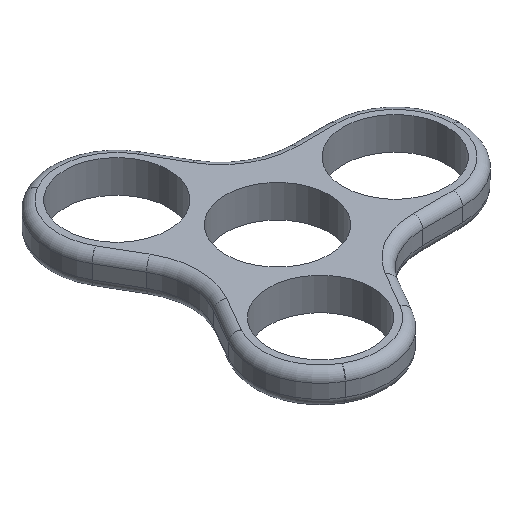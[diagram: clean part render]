
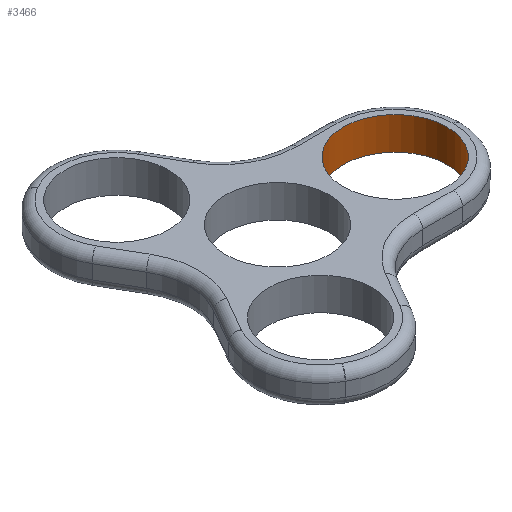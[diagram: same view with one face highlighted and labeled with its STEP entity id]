
A CAD part, isometric view. The second image highlights one B-rep face of the part: STEP entity #3466.
In plain terms, the highlighted cylindrical face has radius 11.15 mm (diameter 22.3 mm), a full revolution.
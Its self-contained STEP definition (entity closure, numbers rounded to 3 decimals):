
#267 = PLANE('',#268);
#268 = AXIS2_PLACEMENT_3D('',#269,#270,#271);
#269 = CARTESIAN_POINT('',(0.,0.,0.));
#270 = DIRECTION('',(0.,0.,1.));
#271 = DIRECTION('',(1.,0.,0.));
#346 = PLANE('',#347);
#347 = AXIS2_PLACEMENT_3D('',#348,#349,#350);
#348 = CARTESIAN_POINT('',(0.,0.,7.));
#349 = DIRECTION('',(0.,0.,1.));
#350 = DIRECTION('',(1.,0.,0.));
#1359 = EDGE_CURVE('',#1360,#1360,#1362,.T.);
#1360 = VERTEX_POINT('',#1361);
#1361 = CARTESIAN_POINT('',(36.45,0.,0.));
#1362 = SURFACE_CURVE('',#1363,(#1368,#1375),.PCURVE_S1.);
#1363 = CIRCLE('',#1364,11.15);
#1364 = AXIS2_PLACEMENT_3D('',#1365,#1366,#1367);
#1365 = CARTESIAN_POINT('',(25.3,0.,0.));
#1366 = DIRECTION('',(0.,0.,1.));
#1367 = DIRECTION('',(1.,0.,0.));
#1368 = PCURVE('',#267,#1369);
#1369 = DEFINITIONAL_REPRESENTATION('',(#1370),#1374);
#1370 = CIRCLE('',#1371,11.15);
#1371 = AXIS2_PLACEMENT_2D('',#1372,#1373);
#1372 = CARTESIAN_POINT('',(25.3,0.));
#1373 = DIRECTION('',(1.,0.));
#1374 = ( GEOMETRIC_REPRESENTATION_CONTEXT(2) 
PARAMETRIC_REPRESENTATION_CONTEXT() REPRESENTATION_CONTEXT('2D SPACE',''
  ) );
#1375 = PCURVE('',#1376,#1381);
#1376 = CYLINDRICAL_SURFACE('',#1377,11.15);
#1377 = AXIS2_PLACEMENT_3D('',#1378,#1379,#1380);
#1378 = CARTESIAN_POINT('',(25.3,0.,0.));
#1379 = DIRECTION('',(-0.,-0.,-1.));
#1380 = DIRECTION('',(1.,0.,0.));
#1381 = DEFINITIONAL_REPRESENTATION('',(#1382),#1386);
#1382 = LINE('',#1383,#1384);
#1383 = CARTESIAN_POINT('',(-0.,0.));
#1384 = VECTOR('',#1385,1.);
#1385 = DIRECTION('',(-1.,0.));
#1386 = ( GEOMETRIC_REPRESENTATION_CONTEXT(2) 
PARAMETRIC_REPRESENTATION_CONTEXT() REPRESENTATION_CONTEXT('2D SPACE',''
  ) );
#2146 = EDGE_CURVE('',#2147,#2147,#2149,.T.);
#2147 = VERTEX_POINT('',#2148);
#2148 = CARTESIAN_POINT('',(36.45,0.,7.));
#2149 = SURFACE_CURVE('',#2150,(#2155,#2162),.PCURVE_S1.);
#2150 = CIRCLE('',#2151,11.15);
#2151 = AXIS2_PLACEMENT_3D('',#2152,#2153,#2154);
#2152 = CARTESIAN_POINT('',(25.3,0.,7.));
#2153 = DIRECTION('',(0.,0.,1.));
#2154 = DIRECTION('',(1.,0.,0.));
#2155 = PCURVE('',#346,#2156);
#2156 = DEFINITIONAL_REPRESENTATION('',(#2157),#2161);
#2157 = CIRCLE('',#2158,11.15);
#2158 = AXIS2_PLACEMENT_2D('',#2159,#2160);
#2159 = CARTESIAN_POINT('',(25.3,0.));
#2160 = DIRECTION('',(1.,0.));
#2161 = ( GEOMETRIC_REPRESENTATION_CONTEXT(2) 
PARAMETRIC_REPRESENTATION_CONTEXT() REPRESENTATION_CONTEXT('2D SPACE',''
  ) );
#2162 = PCURVE('',#1376,#2163);
#2163 = DEFINITIONAL_REPRESENTATION('',(#2164),#2168);
#2164 = LINE('',#2165,#2166);
#2165 = CARTESIAN_POINT('',(-0.,-7.));
#2166 = VECTOR('',#2167,1.);
#2167 = DIRECTION('',(-1.,0.));
#2168 = ( GEOMETRIC_REPRESENTATION_CONTEXT(2) 
PARAMETRIC_REPRESENTATION_CONTEXT() REPRESENTATION_CONTEXT('2D SPACE',''
  ) );
#3466 = ADVANCED_FACE('',(#3467),#1376,.F.);
#3467 = FACE_BOUND('',#3468,.T.);
#3468 = EDGE_LOOP('',(#3469,#3490,#3491,#3492));
#3469 = ORIENTED_EDGE('',*,*,#3470,.T.);
#3470 = EDGE_CURVE('',#1360,#2147,#3471,.T.);
#3471 = SEAM_CURVE('',#3472,(#3476,#3483),.PCURVE_S1.);
#3472 = LINE('',#3473,#3474);
#3473 = CARTESIAN_POINT('',(36.45,0.,0.));
#3474 = VECTOR('',#3475,1.);
#3475 = DIRECTION('',(0.,0.,1.));
#3476 = PCURVE('',#1376,#3477);
#3477 = DEFINITIONAL_REPRESENTATION('',(#3478),#3482);
#3478 = LINE('',#3479,#3480);
#3479 = CARTESIAN_POINT('',(-0.,0.));
#3480 = VECTOR('',#3481,1.);
#3481 = DIRECTION('',(-0.,-1.));
#3482 = ( GEOMETRIC_REPRESENTATION_CONTEXT(2) 
PARAMETRIC_REPRESENTATION_CONTEXT() REPRESENTATION_CONTEXT('2D SPACE',''
  ) );
#3483 = PCURVE('',#1376,#3484);
#3484 = DEFINITIONAL_REPRESENTATION('',(#3485),#3489);
#3485 = LINE('',#3486,#3487);
#3486 = CARTESIAN_POINT('',(-6.283,0.));
#3487 = VECTOR('',#3488,1.);
#3488 = DIRECTION('',(-0.,-1.));
#3489 = ( GEOMETRIC_REPRESENTATION_CONTEXT(2) 
PARAMETRIC_REPRESENTATION_CONTEXT() REPRESENTATION_CONTEXT('2D SPACE',''
  ) );
#3490 = ORIENTED_EDGE('',*,*,#2146,.T.);
#3491 = ORIENTED_EDGE('',*,*,#3470,.F.);
#3492 = ORIENTED_EDGE('',*,*,#1359,.F.);
